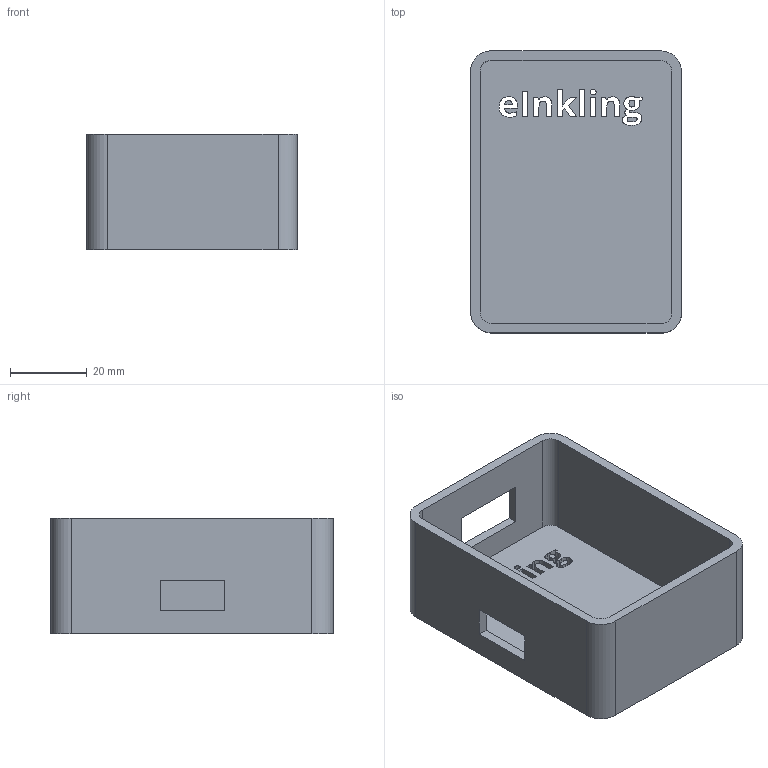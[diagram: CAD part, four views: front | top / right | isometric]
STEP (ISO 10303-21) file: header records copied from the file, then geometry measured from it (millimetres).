
FILE_DESCRIPTION(/* description */ ('STEP AP242','CAx-IF Rec.Pracs.---Representation and Presentation of Product Manufacturing Information (PMI)---4.0---2014-10-13','CAx-IF Rec.Pracs.---3D Tessellated Geometry---0.4---2014-09-14','2;1','CAx-IF Rec.Pracs.---User Defined Attributes---1.5---2016-08-15'),/* implementation_level */ '2;1');
FILE_NAME(/* name */ '690a54df8bfd949800e0346f',/* time_stamp */ '2025-11-04T19:32:48Z',/* author */ (''),/* organization */ (''),/* preprocessor_version */ 'ST-DEVELOPER v20',/* originating_system */ 'ONSHAPE BY PTC INC, 1.206',/* authorisation */ ' ');
FILE_SCHEMA (('AP242_MANAGED_MODEL_BASED_3D_ENGINEERING_MIM_LF { 1 0 10303 442 1 1 4 }'));
Length unit declared in the file: metre
Products named in the file (4): Part 4; Part 2; Part 1; Part 3
Bounding box: 54.9 x 73.41 x 30 mm (x, y, z)
Volume: 25321.6 mm3; surface area: 21668.9 mm2
Topology: 4 solids, 4 shells, 163 faces, 462 edges, 308 vertices
Faces by surface type: plane 81, bspline 64, cylinder 18
Entity records: 5609 total; most frequent: CARTESIAN_POINT 1641, ORIENTED_EDGE 924, DIRECTION 576, EDGE_CURVE 462, VERTEX_POINT 308, LINE 298, VECTOR 298, EDGE_LOOP 186
